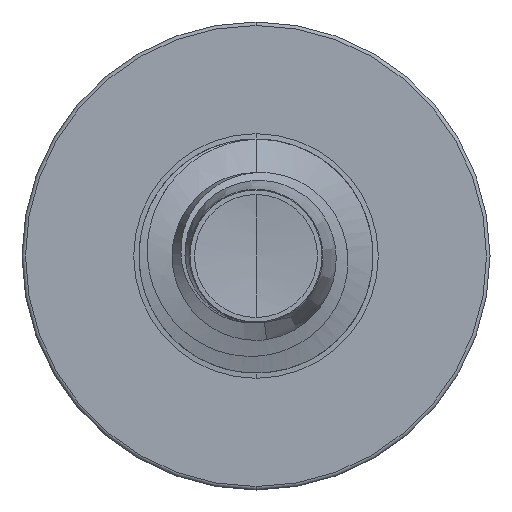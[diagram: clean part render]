
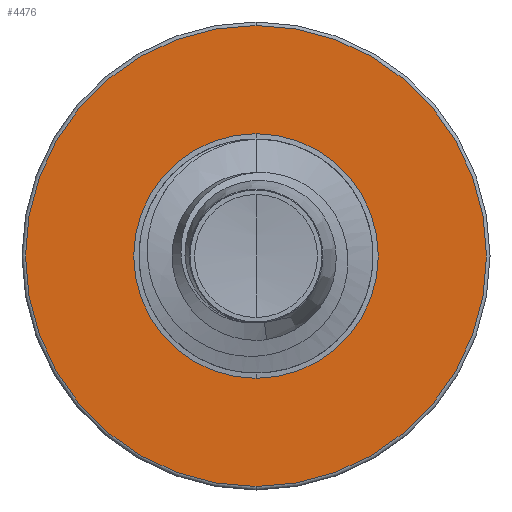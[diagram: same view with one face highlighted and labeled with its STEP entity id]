
A CAD part, front view. The second image highlights one B-rep face of the part: STEP entity #4476.
In plain terms, the highlighted planar face has unit normal (0, -1, 0).
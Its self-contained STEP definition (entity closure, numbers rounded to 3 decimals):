
#1070 = EDGE_LOOP ( 'NONE', ( #8736, #10780 ) ) ;
#1280 = FACE_OUTER_BOUND ( 'NONE', #1070, .T. ) ;
#1830 = AXIS2_PLACEMENT_3D ( 'NONE', #6185, #6171, #6153 ) ;
#1962 = DIRECTION ( 'NONE',  ( 0., 0., 1. ) ) ;
#1973 = DIRECTION ( 'NONE',  ( 0., 1., 0. ) ) ;
#2025 = CARTESIAN_POINT ( 'NONE',  ( 0., 3.5, 0. ) ) ;
#2170 = VERTEX_POINT ( 'NONE', #2472 ) ;
#2472 = CARTESIAN_POINT ( 'NONE',  ( 0., 3.5, -2.167 ) ) ;
#2580 = DIRECTION ( 'NONE',  ( 0., 0., 1. ) ) ;
#2596 = PLANE ( 'NONE',  #9977 ) ;
#2627 = CARTESIAN_POINT ( 'NONE',  ( 0., 3.5, -1.15 ) ) ;
#2678 = DIRECTION ( 'NONE',  ( 0., 1., 0. ) ) ;
#3464 = DIRECTION ( 'NONE',  ( 0., 0., 1. ) ) ;
#3469 = DIRECTION ( 'NONE',  ( 0., 1., 0. ) ) ;
#3484 = CARTESIAN_POINT ( 'NONE',  ( 0., 3.5, 0. ) ) ;
#3691 = DIRECTION ( 'NONE',  ( 0., 0., 1. ) ) ;
#3704 = DIRECTION ( 'NONE',  ( 0., 1., 0. ) ) ;
#3709 = CARTESIAN_POINT ( 'NONE',  ( 0., 3.5, 0. ) ) ;
#3903 = AXIS2_PLACEMENT_3D ( 'NONE', #2025, #1973, #1962 ) ;
#4257 = EDGE_CURVE ( 'NONE', #7918, #7676, #11250, .T. ) ;
#4476 = ADVANCED_FACE ( 'NONE', ( #1280, #6041 ), #2596, .F. ) ;
#4584 = CIRCLE ( 'NONE', #1830, 1.15 ) ;
#5046 = CIRCLE ( 'NONE', #3903, 2.167 ) ;
#5174 = EDGE_CURVE ( 'NONE', #2170, #8314, #5555, .T. ) ;
#5555 = CIRCLE ( 'NONE', #11861, 2.167 ) ;
#6041 = FACE_BOUND ( 'NONE', #11437, .T. ) ;
#6153 = DIRECTION ( 'NONE',  ( 0., 0., 1. ) ) ;
#6171 = DIRECTION ( 'NONE',  ( 0., 1., 0. ) ) ;
#6185 = CARTESIAN_POINT ( 'NONE',  ( 0., 3.5, 0. ) ) ;
#6697 = CARTESIAN_POINT ( 'NONE',  ( 0., 3.5, 2.167 ) ) ;
#7676 = VERTEX_POINT ( 'NONE', #8253 ) ;
#7798 = ORIENTED_EDGE ( 'NONE', *, *, #10497, .T. ) ;
#7882 = CARTESIAN_POINT ( 'NONE',  ( 0., 3.5, -1.15 ) ) ;
#7918 = VERTEX_POINT ( 'NONE', #7882 ) ;
#8253 = CARTESIAN_POINT ( 'NONE',  ( 0., 3.5, 1.15 ) ) ;
#8314 = VERTEX_POINT ( 'NONE', #6697 ) ;
#8736 = ORIENTED_EDGE ( 'NONE', *, *, #8796, .F. ) ;
#8796 = EDGE_CURVE ( 'NONE', #8314, #2170, #5046, .T. ) ;
#9977 = AXIS2_PLACEMENT_3D ( 'NONE', #2627, #2678, #2580 ) ;
#10497 = EDGE_CURVE ( 'NONE', #7676, #7918, #4584, .T. ) ;
#10608 = AXIS2_PLACEMENT_3D ( 'NONE', #3709, #3704, #3691 ) ;
#10780 = ORIENTED_EDGE ( 'NONE', *, *, #5174, .F. ) ;
#11250 = CIRCLE ( 'NONE', #10608, 1.15 ) ;
#11437 = EDGE_LOOP ( 'NONE', ( #7798, #11756 ) ) ;
#11756 = ORIENTED_EDGE ( 'NONE', *, *, #4257, .T. ) ;
#11861 = AXIS2_PLACEMENT_3D ( 'NONE', #3484, #3469, #3464 ) ;
